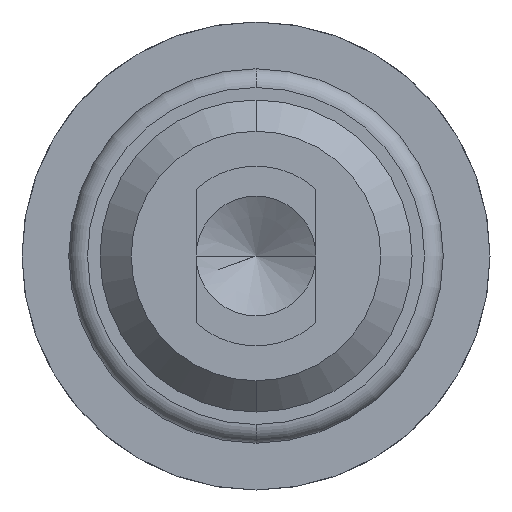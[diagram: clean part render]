
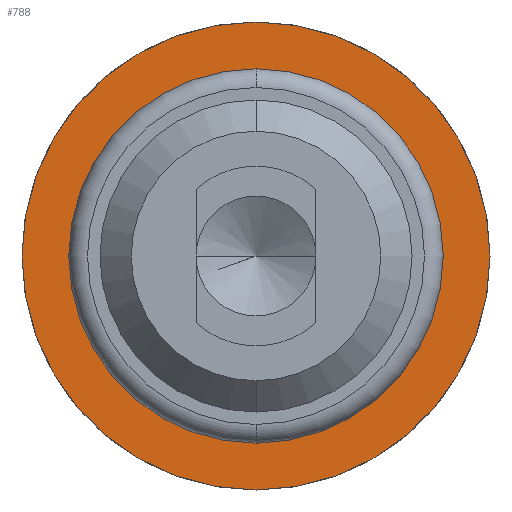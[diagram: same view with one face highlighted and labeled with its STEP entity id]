
A CAD part, front view. The second image highlights one B-rep face of the part: STEP entity #788.
In plain terms, the highlighted planar face has unit normal (0, -1, 0).
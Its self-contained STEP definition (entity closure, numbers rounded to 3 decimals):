
#317 = CARTESIAN_POINT ( 'NONE',  ( 1.5, 20., 0. ) ) ;
#370 = VERTEX_POINT ( 'NONE', #2748 ) ;
#500 = EDGE_CURVE ( 'Defeature ausgef�hrt3_5+Defeature ausgef�hrt3_6+Defeature ausgef�hrt3_6+Defeature ausgef�hrt3_6', #614, #1011, #1983, .T. ) ;
#542 = ORIENTED_EDGE ( 'NONE', *, *, #2682, .F. ) ;
#614 = VERTEX_POINT ( 'NONE', #1341 ) ;
#724 = CIRCLE ( 'NONE', #3270, 1.875 ) ;
#739 = DIRECTION ( 'NONE',  ( 0., 0., -1. ) ) ;
#788 = ADVANCED_FACE ( 'Defeature ausgef�hrt3_6', ( #1931, #824 ), #898, .T. ) ;
#824 = FACE_BOUND ( 'NONE', #1777, .T. ) ;
#845 = EDGE_CURVE ( 'Defeature ausgef�hrt3_6+Defeature ausgef�hrt3_7+Defeature ausgef�hrt3_7+Defeature ausgef�hrt3_7', #2598, #370, #3486, .T. ) ;
#898 = PLANE ( 'NONE',  #1996 ) ;
#983 = EDGE_LOOP ( 'NONE', ( #3403, #1751 ) ) ;
#1011 = VERTEX_POINT ( 'NONE', #2944 ) ;
#1261 = DIRECTION ( 'NONE',  ( 0., 0., -1. ) ) ;
#1341 = CARTESIAN_POINT ( 'NONE',  ( 0., 20., -1.5 ) ) ;
#1488 = AXIS2_PLACEMENT_3D ( 'NONE', #1724, #2025, #2326 ) ;
#1541 = ORIENTED_EDGE ( 'NONE', *, *, #500, .F. ) ;
#1634 = EDGE_CURVE ( 'Defeature ausgef�hrt3_6+Defeature ausgef�hrt3_7+Defeature ausgef�hrt3_7+Defeature ausgef�hrt3_7', #370, #2598, #724, .T. ) ;
#1724 = CARTESIAN_POINT ( 'NONE',  ( 0., 20., 0. ) ) ;
#1751 = ORIENTED_EDGE ( 'NONE', *, *, #1634, .T. ) ;
#1777 = EDGE_LOOP ( 'NONE', ( #1541, #542 ) ) ;
#1793 = AXIS2_PLACEMENT_3D ( 'NONE', #2811, #3130, #1261 ) ;
#1856 = CARTESIAN_POINT ( 'NONE',  ( 0., 20., -1.875 ) ) ;
#1931 = FACE_OUTER_BOUND ( 'NONE', #983, .T. ) ;
#1962 = DIRECTION ( 'NONE',  ( 0., -1., 0. ) ) ;
#1983 = CIRCLE ( 'NONE', #2500, 1.5 ) ;
#1996 = AXIS2_PLACEMENT_3D ( 'NONE', #317, #3103, #3741 ) ;
#2025 = DIRECTION ( 'NONE',  ( 0., -1., 0. ) ) ;
#2032 = DIRECTION ( 'NONE',  ( 0., -1., 0. ) ) ;
#2326 = DIRECTION ( 'NONE',  ( 0., 0., -1. ) ) ;
#2374 = DIRECTION ( 'NONE',  ( 0., 0., -1. ) ) ;
#2500 = AXIS2_PLACEMENT_3D ( 'NONE', #2984, #2032, #2374 ) ;
#2598 = VERTEX_POINT ( 'NONE', #1856 ) ;
#2682 = EDGE_CURVE ( 'Defeature ausgef�hrt3_5+Defeature ausgef�hrt3_6+Defeature ausgef�hrt3_6+Defeature ausgef�hrt3_6', #1011, #614, #3648, .T. ) ;
#2748 = CARTESIAN_POINT ( 'NONE',  ( 0., 20., 1.875 ) ) ;
#2811 = CARTESIAN_POINT ( 'NONE',  ( 0., 20., 0. ) ) ;
#2944 = CARTESIAN_POINT ( 'NONE',  ( 0., 20., 1.5 ) ) ;
#2984 = CARTESIAN_POINT ( 'NONE',  ( 0., 20., 0. ) ) ;
#3103 = DIRECTION ( 'NONE',  ( 0., -1., 0. ) ) ;
#3130 = DIRECTION ( 'NONE',  ( 0., -1., 0. ) ) ;
#3270 = AXIS2_PLACEMENT_3D ( 'NONE', #3836, #1962, #739 ) ;
#3403 = ORIENTED_EDGE ( 'NONE', *, *, #845, .T. ) ;
#3486 = CIRCLE ( 'NONE', #1793, 1.875 ) ;
#3648 = CIRCLE ( 'NONE', #1488, 1.5 ) ;
#3741 = DIRECTION ( 'NONE',  ( 0., 0., -1. ) ) ;
#3836 = CARTESIAN_POINT ( 'NONE',  ( 0., 20., 0. ) ) ;
